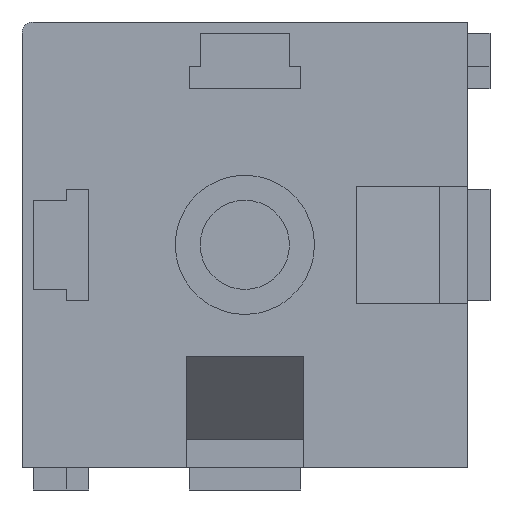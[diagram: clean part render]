
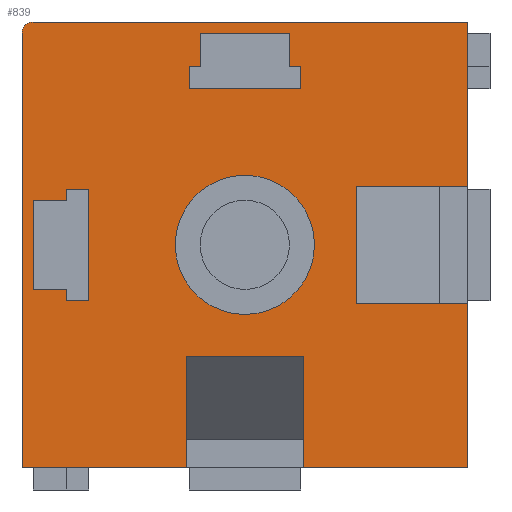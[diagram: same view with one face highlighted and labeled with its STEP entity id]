
A CAD part, left-side view. The second image highlights one B-rep face of the part: STEP entity #839.
In plain terms, the highlighted planar face has unit normal (-1, 0, 0).
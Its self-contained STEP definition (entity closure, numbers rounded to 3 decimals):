
#267=CARTESIAN_POINT('',(-40.0,0.0,0.0));
#268=VERTEX_POINT('',#267);
#275=CARTESIAN_POINT('',(-40.,14.75,0.));
#276=VERTEX_POINT('',#275);
#277=CARTESIAN_POINT('',(-40.0,0.0,0.0));
#278=DIRECTION('',(0.0,1.0,0.0));
#279=VECTOR('',#278,14.75);
#280=LINE('',#277,#279);
#281=EDGE_CURVE('',#268,#276,#280,.T.);
#299=CARTESIAN_POINT('',(-40.,25.25,0.));
#300=VERTEX_POINT('',#299);
#307=CARTESIAN_POINT('',(-40.0,40.0,0.0));
#308=VERTEX_POINT('',#307);
#309=CARTESIAN_POINT('',(-40.0,25.25,0.0));
#310=DIRECTION('',(0.0,1.0,0.0));
#311=VECTOR('',#310,14.75);
#312=LINE('',#309,#311);
#313=EDGE_CURVE('',#300,#308,#312,.T.);
#497=CARTESIAN_POINT('',(-40.,14.75,10.));
#498=VERTEX_POINT('',#497);
#499=CARTESIAN_POINT('',(-40.0,14.75,10.));
#500=DIRECTION('',(0.0,0.0,-1.0));
#501=VECTOR('',#500,10.0);
#502=LINE('',#499,#501);
#503=EDGE_CURVE('',#498,#276,#502,.T.);
#536=CARTESIAN_POINT('',(-40.,25.25,10.));
#537=VERTEX_POINT('',#536);
#538=CARTESIAN_POINT('',(-40.,25.25,10.));
#539=DIRECTION('',(0.0,-1.0,0.0));
#540=VECTOR('',#539,10.5);
#541=LINE('',#538,#540);
#542=EDGE_CURVE('',#537,#498,#541,.T.);
#608=CARTESIAN_POINT('',(-40.0,25.25,0.));
#609=DIRECTION('',(0.0,0.0,1.0));
#610=VECTOR('',#609,10.);
#611=LINE('',#608,#610);
#612=EDGE_CURVE('',#300,#537,#611,.T.);
#621=CARTESIAN_POINT('',(-40.0,0.0,0.0));
#622=DIRECTION('',(-1.0,0.0,0.0));
#623=DIRECTION('',(0.0,0.0,1.0));
#624=AXIS2_PLACEMENT_3D('',#621,#622,#623);
#625=PLANE('',#624);
#626=ORIENTED_EDGE('',*,*,#612,.T.);
#627=ORIENTED_EDGE('',*,*,#542,.T.);
#628=ORIENTED_EDGE('',*,*,#503,.T.);
#629=ORIENTED_EDGE('',*,*,#281,.F.);
#630=CARTESIAN_POINT('',(-40.,0.0,14.75));
#631=VERTEX_POINT('',#630);
#632=CARTESIAN_POINT('',(-40.0,0.0,0.0));
#633=DIRECTION('',(0.0,0.0,1.0));
#634=VECTOR('',#633,14.75);
#635=LINE('',#632,#634);
#636=EDGE_CURVE('',#268,#631,#635,.T.);
#637=ORIENTED_EDGE('',*,*,#636,.T.);
#638=CARTESIAN_POINT('',(-40.,10.0,14.75));
#639=VERTEX_POINT('',#638);
#640=CARTESIAN_POINT('',(-40.,0.0,14.75));
#641=DIRECTION('',(0.0,1.0,0.0));
#642=VECTOR('',#641,10.0);
#643=LINE('',#640,#642);
#644=EDGE_CURVE('',#631,#639,#643,.T.);
#645=ORIENTED_EDGE('',*,*,#644,.T.);
#646=CARTESIAN_POINT('',(-40.,10.0,25.25));
#647=VERTEX_POINT('',#646);
#648=CARTESIAN_POINT('',(-40.,10.0,14.75));
#649=DIRECTION('',(0.0,0.0,1.0));
#650=VECTOR('',#649,10.5);
#651=LINE('',#648,#650);
#652=EDGE_CURVE('',#639,#647,#651,.T.);
#653=ORIENTED_EDGE('',*,*,#652,.T.);
#654=CARTESIAN_POINT('',(-40.,0.0,25.25));
#655=VERTEX_POINT('',#654);
#656=CARTESIAN_POINT('',(-40.,10.0,25.25));
#657=DIRECTION('',(0.0,-1.0,0.0));
#658=VECTOR('',#657,10.0);
#659=LINE('',#656,#658);
#660=EDGE_CURVE('',#647,#655,#659,.T.);
#661=ORIENTED_EDGE('',*,*,#660,.T.);
#662=CARTESIAN_POINT('',(-40.,0.0,40.));
#663=VERTEX_POINT('',#662);
#664=CARTESIAN_POINT('',(-40.,0.0,25.25));
#665=DIRECTION('',(0.0,0.0,1.0));
#666=VECTOR('',#665,14.75);
#667=LINE('',#664,#666);
#668=EDGE_CURVE('',#655,#663,#667,.T.);
#669=ORIENTED_EDGE('',*,*,#668,.T.);
#670=CARTESIAN_POINT('',(-40.,39.0,40.));
#671=VERTEX_POINT('',#670);
#672=CARTESIAN_POINT('',(-40.,0.0,40.));
#673=DIRECTION('',(0.0,1.0,0.0));
#674=VECTOR('',#673,39.0);
#675=LINE('',#672,#674);
#676=EDGE_CURVE('',#663,#671,#675,.T.);
#677=ORIENTED_EDGE('',*,*,#676,.T.);
#678=CARTESIAN_POINT('',(-40.,40.0,39.));
#679=VERTEX_POINT('',#678);
#680=CARTESIAN_POINT('',(-40.0,39.0,39.));
#681=DIRECTION('',(1.0,0.0,0.0));
#682=DIRECTION('',(0.0,0.707,0.707));
#683=AXIS2_PLACEMENT_3D('',#680,#681,#682);
#684=CIRCLE('',#683,1.0);
#685=EDGE_CURVE('',#679,#671,#684,.T.);
#686=ORIENTED_EDGE('',*,*,#685,.F.);
#687=CARTESIAN_POINT('',(-40.0,40.0,0.0));
#688=DIRECTION('',(0.0,0.0,1.0));
#689=VECTOR('',#688,39.);
#690=LINE('',#687,#689);
#691=EDGE_CURVE('',#308,#679,#690,.T.);
#692=ORIENTED_EDGE('',*,*,#691,.F.);
#693=ORIENTED_EDGE('',*,*,#313,.F.);
#694=EDGE_LOOP('',(#626,#627,#628,#629,#637,#645,#653,#661,#669,#677,#686,#692,#693));
#695=FACE_OUTER_BOUND('',#694,.T.);
#696=CARTESIAN_POINT('',(-40.,26.25,20.));
#697=VERTEX_POINT('',#696);
#698=CARTESIAN_POINT('',(-40.,20.0,20.));
#699=DIRECTION('',(1.0,0.0,0.0));
#700=DIRECTION('',(0.0,0.0,1.0));
#701=AXIS2_PLACEMENT_3D('',#698,#699,#700);
#702=CIRCLE('',#701,6.25);
#703=EDGE_CURVE('',#697,#697,#702,.T.);
#704=ORIENTED_EDGE('',*,*,#703,.T.);
#705=EDGE_LOOP('',(#704));
#706=FACE_BOUND('',#705,.T.);
#707=CARTESIAN_POINT('',(-40.,34.0,15.));
#708=VERTEX_POINT('',#707);
#709=CARTESIAN_POINT('',(-40.,36.0,15.));
#710=VERTEX_POINT('',#709);
#711=CARTESIAN_POINT('',(-40.,34.0,15.));
#712=DIRECTION('',(0.0,1.0,0.0));
#713=VECTOR('',#712,2.0);
#714=LINE('',#711,#713);
#715=EDGE_CURVE('',#708,#710,#714,.T.);
#716=ORIENTED_EDGE('',*,*,#715,.T.);
#717=CARTESIAN_POINT('',(-40.,36.0,16.0));
#718=VERTEX_POINT('',#717);
#719=CARTESIAN_POINT('',(-40.,36.0,15.));
#720=DIRECTION('',(0.0,0.0,1.0));
#721=VECTOR('',#720,1.);
#722=LINE('',#719,#721);
#723=EDGE_CURVE('',#710,#718,#722,.T.);
#724=ORIENTED_EDGE('',*,*,#723,.T.);
#725=CARTESIAN_POINT('',(-40.,39.0,16.0));
#726=VERTEX_POINT('',#725);
#727=CARTESIAN_POINT('',(-40.,36.0,16.0));
#728=DIRECTION('',(0.0,1.0,0.0));
#729=VECTOR('',#728,3.0);
#730=LINE('',#727,#729);
#731=EDGE_CURVE('',#718,#726,#730,.T.);
#732=ORIENTED_EDGE('',*,*,#731,.T.);
#733=CARTESIAN_POINT('',(-40.,39.0,24.));
#734=VERTEX_POINT('',#733);
#735=CARTESIAN_POINT('',(-40.,39.0,16.0));
#736=DIRECTION('',(0.0,0.0,1.0));
#737=VECTOR('',#736,8.);
#738=LINE('',#735,#737);
#739=EDGE_CURVE('',#726,#734,#738,.T.);
#740=ORIENTED_EDGE('',*,*,#739,.T.);
#741=CARTESIAN_POINT('',(-40.,36.0,24.));
#742=VERTEX_POINT('',#741);
#743=CARTESIAN_POINT('',(-40.,39.0,24.));
#744=DIRECTION('',(0.0,-1.0,0.0));
#745=VECTOR('',#744,3.0);
#746=LINE('',#743,#745);
#747=EDGE_CURVE('',#734,#742,#746,.T.);
#748=ORIENTED_EDGE('',*,*,#747,.T.);
#749=CARTESIAN_POINT('',(-40.,36.0,25.));
#750=VERTEX_POINT('',#749);
#751=CARTESIAN_POINT('',(-40.,36.0,24.));
#752=DIRECTION('',(0.0,0.0,1.0));
#753=VECTOR('',#752,1.0);
#754=LINE('',#751,#753);
#755=EDGE_CURVE('',#742,#750,#754,.T.);
#756=ORIENTED_EDGE('',*,*,#755,.T.);
#757=CARTESIAN_POINT('',(-40.,34.,25.));
#758=VERTEX_POINT('',#757);
#759=CARTESIAN_POINT('',(-40.,36.0,25.));
#760=DIRECTION('',(0.0,-1.0,0.0));
#761=VECTOR('',#760,2.);
#762=LINE('',#759,#761);
#763=EDGE_CURVE('',#750,#758,#762,.T.);
#764=ORIENTED_EDGE('',*,*,#763,.T.);
#765=CARTESIAN_POINT('',(-40.,34.,25.));
#766=DIRECTION('',(0.0,0.0,-1.0));
#767=VECTOR('',#766,10.);
#768=LINE('',#765,#767);
#769=EDGE_CURVE('',#758,#708,#768,.T.);
#770=ORIENTED_EDGE('',*,*,#769,.T.);
#771=EDGE_LOOP('',(#716,#724,#732,#740,#748,#756,#764,#770));
#772=FACE_BOUND('',#771,.T.);
#773=CARTESIAN_POINT('',(-40.,16.,36.0));
#774=VERTEX_POINT('',#773);
#775=CARTESIAN_POINT('',(-40.,15.,36.0));
#776=VERTEX_POINT('',#775);
#777=CARTESIAN_POINT('',(-40.,16.,36.0));
#778=DIRECTION('',(0.0,-1.0,0.0));
#779=VECTOR('',#778,1.);
#780=LINE('',#777,#779);
#781=EDGE_CURVE('',#774,#776,#780,.T.);
#782=ORIENTED_EDGE('',*,*,#781,.T.);
#783=CARTESIAN_POINT('',(-40.,15.,34.0));
#784=VERTEX_POINT('',#783);
#785=CARTESIAN_POINT('',(-40.,15.,36.0));
#786=DIRECTION('',(0.0,0.0,-1.0));
#787=VECTOR('',#786,2.0);
#788=LINE('',#785,#787);
#789=EDGE_CURVE('',#776,#784,#788,.T.);
#790=ORIENTED_EDGE('',*,*,#789,.T.);
#791=CARTESIAN_POINT('',(-40.,25.0,34.));
#792=VERTEX_POINT('',#791);
#793=CARTESIAN_POINT('',(-40.,15.,34.));
#794=DIRECTION('',(0.0,1.0,0.0));
#795=VECTOR('',#794,10.);
#796=LINE('',#793,#795);
#797=EDGE_CURVE('',#784,#792,#796,.T.);
#798=ORIENTED_EDGE('',*,*,#797,.T.);
#799=CARTESIAN_POINT('',(-40.,25.0,36.0));
#800=VERTEX_POINT('',#799);
#801=CARTESIAN_POINT('',(-40.,25.0,34.0));
#802=DIRECTION('',(0.0,0.0,1.0));
#803=VECTOR('',#802,2.0);
#804=LINE('',#801,#803);
#805=EDGE_CURVE('',#792,#800,#804,.T.);
#806=ORIENTED_EDGE('',*,*,#805,.T.);
#807=CARTESIAN_POINT('',(-40.,24.0,36.0));
#808=VERTEX_POINT('',#807);
#809=CARTESIAN_POINT('',(-40.,25.0,36.0));
#810=DIRECTION('',(0.0,-1.0,0.0));
#811=VECTOR('',#810,1.0);
#812=LINE('',#809,#811);
#813=EDGE_CURVE('',#800,#808,#812,.T.);
#814=ORIENTED_EDGE('',*,*,#813,.T.);
#815=CARTESIAN_POINT('',(-40.,24.0,39.));
#816=VERTEX_POINT('',#815);
#817=CARTESIAN_POINT('',(-40.,24.0,36.0));
#818=DIRECTION('',(0.0,0.0,1.0));
#819=VECTOR('',#818,3.);
#820=LINE('',#817,#819);
#821=EDGE_CURVE('',#808,#816,#820,.T.);
#822=ORIENTED_EDGE('',*,*,#821,.T.);
#823=CARTESIAN_POINT('',(-40.,16.,39.));
#824=VERTEX_POINT('',#823);
#825=CARTESIAN_POINT('',(-40.,24.0,39.));
#826=DIRECTION('',(0.0,-1.0,0.0));
#827=VECTOR('',#826,8.);
#828=LINE('',#825,#827);
#829=EDGE_CURVE('',#816,#824,#828,.T.);
#830=ORIENTED_EDGE('',*,*,#829,.T.);
#831=CARTESIAN_POINT('',(-40.,16.,39.));
#832=DIRECTION('',(0.0,0.0,-1.0));
#833=VECTOR('',#832,3.);
#834=LINE('',#831,#833);
#835=EDGE_CURVE('',#824,#774,#834,.T.);
#836=ORIENTED_EDGE('',*,*,#835,.T.);
#837=EDGE_LOOP('',(#782,#790,#798,#806,#814,#822,#830,#836));
#838=FACE_BOUND('',#837,.T.);
#839=ADVANCED_FACE('',(#695,#706,#772,#838),#625,.T.);
